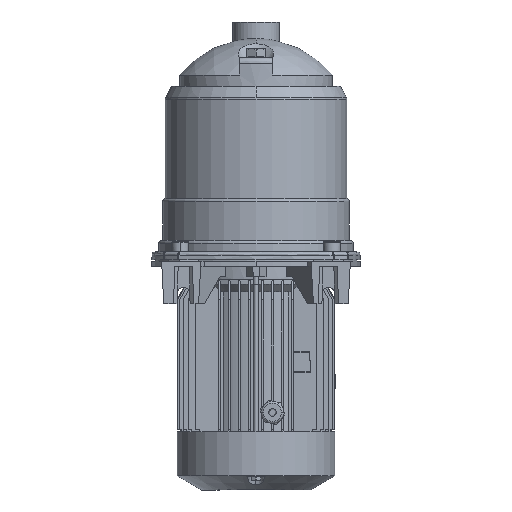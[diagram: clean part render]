
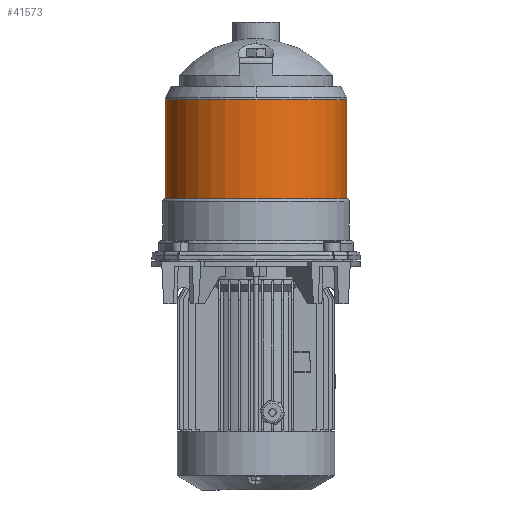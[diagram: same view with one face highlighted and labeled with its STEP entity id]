
A CAD part, front view. The second image highlights one B-rep face of the part: STEP entity #41573.
In plain terms, the highlighted cylindrical face has radius 70.2 mm (diameter 140.4 mm), a partial arc.
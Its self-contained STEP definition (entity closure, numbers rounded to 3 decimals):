
#1145 = CARTESIAN_POINT ( 'NONE',  ( 0., 81., 138.983 ) ) ;
#1572 = VERTEX_POINT ( 'NONE', #48067 ) ;
#3063 = AXIS2_PLACEMENT_3D ( 'NONE', #1145, #32423, #36899 ) ;
#4330 = VECTOR ( 'NONE', #22363, 1000. ) ;
#6809 = LINE ( 'NONE', #38888, #19936 ) ;
#8211 = ORIENTED_EDGE ( 'NONE', *, *, #32771, .F. ) ;
#8968 = CIRCLE ( 'NONE', #3063, 70.2 ) ;
#10817 = CARTESIAN_POINT ( 'NONE',  ( 0., 81., 62.191 ) ) ;
#10982 = EDGE_CURVE ( 'NONE', #1572, #51637, #6809, .T. ) ;
#12127 = DIRECTION ( 'NONE',  ( -1., 0., 0. ) ) ;
#13103 = AXIS2_PLACEMENT_3D ( 'NONE', #37090, #48917, #12127 ) ;
#14979 = LINE ( 'NONE', #33911, #4330 ) ;
#16126 = CIRCLE ( 'NONE', #47180, 70.2 ) ;
#16465 = EDGE_LOOP ( 'NONE', ( #8211, #22883, #37782, #46986 ) ) ;
#18398 = DIRECTION ( 'NONE',  ( 0., 0., -1. ) ) ;
#19936 = VECTOR ( 'NONE', #18398, 1000. ) ;
#21053 = FACE_OUTER_BOUND ( 'NONE', #16465, .T. ) ;
#22363 = DIRECTION ( 'NONE',  ( 0., 0., -1. ) ) ;
#22883 = ORIENTED_EDGE ( 'NONE', *, *, #44452, .T. ) ;
#25538 = CARTESIAN_POINT ( 'NONE',  ( 70.2, 81., 62.191 ) ) ;
#25794 = VERTEX_POINT ( 'NONE', #25538 ) ;
#26482 = CARTESIAN_POINT ( 'NONE',  ( -70.2, 81., 62.191 ) ) ;
#28157 = CARTESIAN_POINT ( 'NONE',  ( 70.2, 81., 138.983 ) ) ;
#28257 = VERTEX_POINT ( 'NONE', #28157 ) ;
#32423 = DIRECTION ( 'NONE',  ( 0., 0., -1. ) ) ;
#32771 = EDGE_CURVE ( 'NONE', #28257, #25794, #14979, .T. ) ;
#33911 = CARTESIAN_POINT ( 'NONE',  ( 70.2, 81., 62.191 ) ) ;
#35801 = EDGE_CURVE ( 'NONE', #51637, #25794, #16126, .T. ) ;
#36580 = CYLINDRICAL_SURFACE ( 'NONE', #13103, 70.2 ) ;
#36899 = DIRECTION ( 'NONE',  ( -1., 0., 0. ) ) ;
#37090 = CARTESIAN_POINT ( 'NONE',  ( 0., 81., 62.191 ) ) ;
#37782 = ORIENTED_EDGE ( 'NONE', *, *, #10982, .T. ) ;
#38440 = DIRECTION ( 'NONE',  ( -1., 0., 0. ) ) ;
#38888 = CARTESIAN_POINT ( 'NONE',  ( -70.2, 81., 62.191 ) ) ;
#38955 = DIRECTION ( 'NONE',  ( 0., 0., 1. ) ) ;
#41573 = ADVANCED_FACE ( 'NONE', ( #21053 ), #36580, .T. ) ;
#44452 = EDGE_CURVE ( 'NONE', #28257, #1572, #8968, .T. ) ;
#46986 = ORIENTED_EDGE ( 'NONE', *, *, #35801, .T. ) ;
#47180 = AXIS2_PLACEMENT_3D ( 'NONE', #10817, #38955, #38440 ) ;
#48067 = CARTESIAN_POINT ( 'NONE',  ( -70.2, 81., 138.983 ) ) ;
#48917 = DIRECTION ( 'NONE',  ( 0., 0., -1. ) ) ;
#51637 = VERTEX_POINT ( 'NONE', #26482 ) ;
